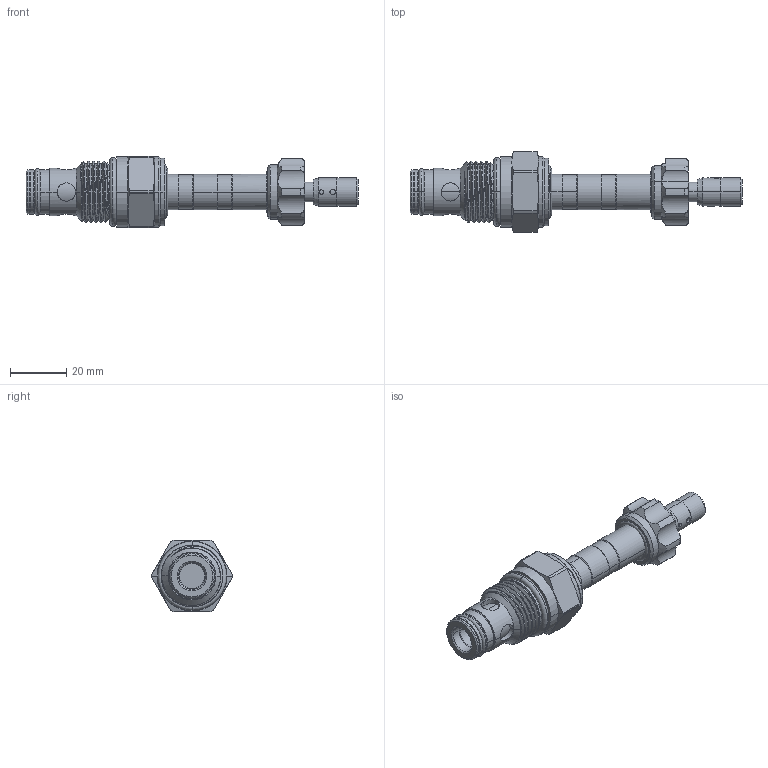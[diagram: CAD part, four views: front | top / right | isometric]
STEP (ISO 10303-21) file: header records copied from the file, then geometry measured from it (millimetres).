
FILE_DESCRIPTION (( 'STEP AP203' ), '1' );
FILE_NAME ('EP10W2A06T05.STEP', '2016-08-23T03:36:26', ( '' ), ( '' ), 'SwSTEP 2.0', 'SolidWorks 2012', '' );
FILE_SCHEMA (( 'CONFIG_CONTROL_DESIGN' ));
Length unit declared in the file: millimetre
Products named in the file (1): EP10W2A06T05
Bounding box: 118.3 x 28.8 x 25.4 mm (x, y, z)
Volume: 27172.2 mm3; surface area: 10859.6 mm2
Topology: 4 solids, 4 shells, 288 faces, 685 edges, 424 vertices
Faces by surface type: cylinder 138, plane 51, cone 48, torus 38, bspline 13
Entity records: 18918 total; most frequent: CARTESIAN_POINT 12370, ORIENTED_EDGE 1370, DIRECTION 1368, EDGE_CURVE 685, AXIS2_PLACEMENT_3D 577, VERTEX_POINT 424, EDGE_LOOP 315, CIRCLE 301
